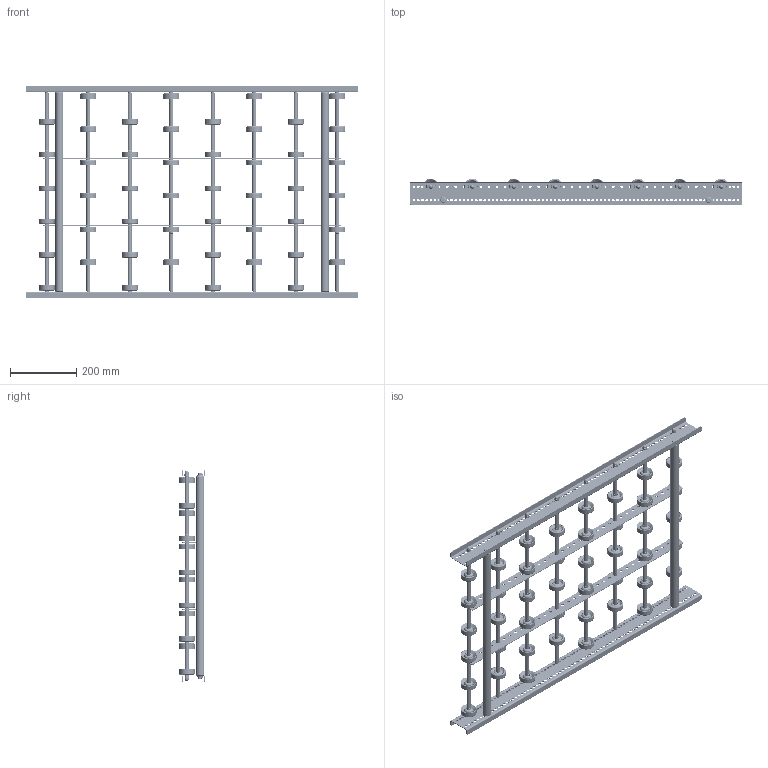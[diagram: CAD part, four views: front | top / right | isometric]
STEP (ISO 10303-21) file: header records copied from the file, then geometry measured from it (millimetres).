
FILE_DESCRIPTION (( 'STEP AP214' ), '1' );
FILE_NAME ('0052528.step', '2021-10-26T13:21:51', ( '' ), ( '' ), 'SwSTEP 2.0', 'SolidWorks 2020', '' );
FILE_SCHEMA (( 'AUTOMOTIVE_DESIGN' ));
Length unit declared in the file: millimetre
Products named in the file (10): 0046278_KB-ROHR-12X1,75mm_KFG_L75; S106837_Gewindestange-M8-KFG_L620; 0052528; K0011528_2200-48-8; Traversen_KFG_L600; S100100_Längstraverse-42x2,5_L„ngstraverse-RB-L899; Hutmutter_DIN_1587_M8; Profil_LRB-20x70x20x2_KFG_S100200_U-PROFIL-20-70-20-2-LRB-L=1000; S100994_Sperrzahnschraube_M08x16-8.8-A2K; Röllchenachse-für-Konfiguration_EL600 Stahl
Assembly tree (47 placements, depth 3):
  0052528
    Profil_LRB-20x70x20x2_KFG_S100200_U-PROFIL-20-70-20-2-LRB-L=1000  x2
    S100994_Sperrzahnschraube_M08x16-8.8-A2K  x4
    Traversen_KFG_L600  x2
    Röllchenachse-für-Konfiguration_EL600 Stahl  x8
      S106837_Gewindestange-M8-KFG_L620
      0046278_KB-ROHR-12X1,75mm_KFG_L75
      K0011528_2200-48-8
    S100100_Längstraverse-42x2,5_L„ngstraverse-RB-L899  x2
    Hutmutter_DIN_1587_M8  x16
Bounding box: 1000 x 79 x 640 mm (x, y, z)
Volume: 2174452.2 mm3; surface area: 1724280.2 mm2
Topology: 182 solids, 182 shells, 5716 faces, 12368 edges, 7576 vertices
Faces by surface type: cylinder 2360, torus 1264, plane 1140, cone 936, bspline 16
Entity records: 22489 total; most frequent: DIRECTION 3893, CARTESIAN_POINT 3766, ORIENTED_EDGE 3260, AXIS2_PLACEMENT_3D 1681, EDGE_CURVE 1630, VERTEX_POINT 1058, EDGE_LOOP 1028, CIRCLE 1019
